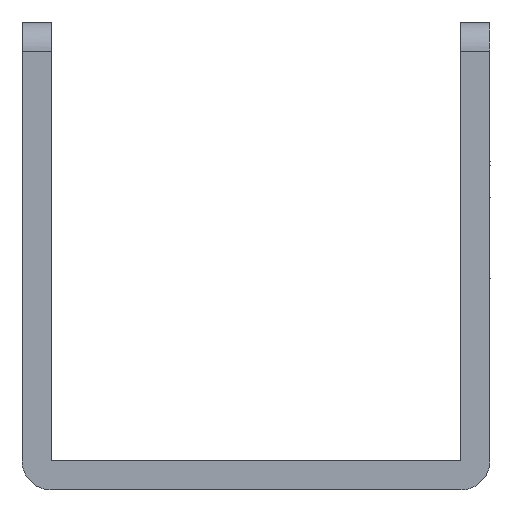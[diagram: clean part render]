
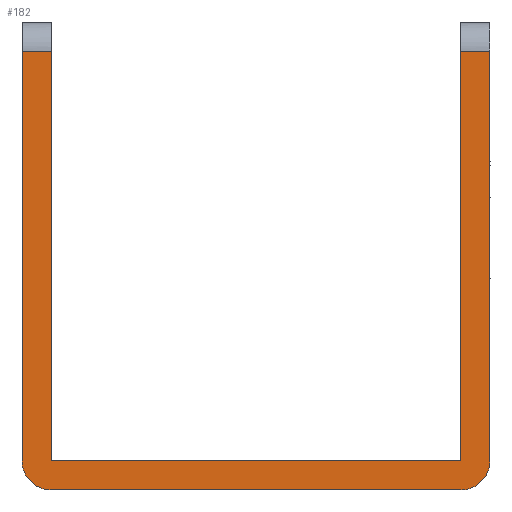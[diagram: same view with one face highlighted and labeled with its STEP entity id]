
A CAD part, front view. The second image highlights one B-rep face of the part: STEP entity #182.
In plain terms, the highlighted free-form (B-spline) face has degree [1, 1] with [2, 2] control points.
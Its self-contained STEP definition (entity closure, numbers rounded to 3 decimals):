
#73 = CARTESIAN_POINT ('', (-362.153, 861.946, -66.));
#74 = VERTEX_POINT ('', #73);
#82 = CARTESIAN_POINT ('', (-360.153, 861.946, -66.));
#83 = VERTEX_POINT ('', #82);
#84 = CARTESIAN_POINT ('', (-360.153, 861.946, -66.));
#85 = CARTESIAN_POINT ('', (-362.153, 861.946, -66.));
#86 = B_SPLINE_CURVE_WITH_KNOTS ('', 1, (#84, #85), .UNSPECIFIED., .F., .U., (2, 2), (0., 1.), .UNSPECIFIED.);
#87 = EDGE_CURVE ('', #83, #74, #86, .T.);
#109 = CARTESIAN_POINT ('', (-362.153, 861.946, -96.));
#110 = VERTEX_POINT ('', #109);
#111 = CARTESIAN_POINT ('', (-390.153, 861.946, -96.));
#112 = VERTEX_POINT ('', #111);
#113 = CARTESIAN_POINT ('', (-362.153, 861.946, -96.));
#114 = CARTESIAN_POINT ('', (-390.153, 861.946, -96.));
#115 = B_SPLINE_CURVE_WITH_KNOTS ('', 1, (#113, #114), .UNSPECIFIED., .F., .U., (2, 2), (0., 1.), .UNSPECIFIED.);
#116 = EDGE_CURVE ('', #110, #112, #115, .T.);
#117 = ORIENTED_EDGE ('', *, *, #116, .F.);
#118 = CARTESIAN_POINT ('', (-360.153, 861.946, -94.));
#119 = VERTEX_POINT ('', #118);
#120 = CARTESIAN_POINT ('', (-360.153, 861.946, -94.));
#121 = CARTESIAN_POINT ('', (-360.153, 861.946, -95.172));
#122 = CARTESIAN_POINT ('', (-360.981, 861.946, -96.));
#123 = CARTESIAN_POINT ('', (-362.153, 861.946, -96.));
#124 = (
   BOUNDED_CURVE ()
   B_SPLINE_CURVE (3, (#120, #121, #122, #123), .UNSPECIFIED., .F., .U.)
   B_SPLINE_CURVE_WITH_KNOTS ((4, 4), (0., 1.), .UNSPECIFIED.)
   CURVE ()
   GEOMETRIC_REPRESENTATION_ITEM ()
   RATIONAL_B_SPLINE_CURVE ((1., 0.805, 0.805, 1.))
   REPRESENTATION_ITEM ('')
);
#125 = EDGE_CURVE ('', #119, #110, #124, .T.);
#126 = ORIENTED_EDGE ('', *, *, #125, .F.);
#127 = CARTESIAN_POINT ('', (-360.153, 861.946, -66.));
#128 = CARTESIAN_POINT ('', (-360.153, 861.946, -94.));
#129 = B_SPLINE_CURVE_WITH_KNOTS ('', 1, (#127, #128), .UNSPECIFIED., .F., .U., (2, 2), (0., 1.), .UNSPECIFIED.);
#130 = EDGE_CURVE ('', #83, #119, #129, .T.);
#131 = ORIENTED_EDGE ('', *, *, #130, .F.);
#132 = ORIENTED_EDGE ('', *, *, #87, .T.);
#133 = CARTESIAN_POINT ('', (-362.153, 861.946, -94.));
#134 = VERTEX_POINT ('', #133);
#135 = CARTESIAN_POINT ('', (-362.153, 861.946, -94.));
#136 = CARTESIAN_POINT ('', (-362.153, 861.946, -66.));
#137 = B_SPLINE_CURVE_WITH_KNOTS ('', 1, (#135, #136), .UNSPECIFIED., .F., .U., (2, 2), (0., 1.), .UNSPECIFIED.);
#138 = EDGE_CURVE ('', #134, #74, #137, .T.);
#139 = ORIENTED_EDGE ('', *, *, #138, .F.);
#140 = CARTESIAN_POINT ('', (-390.153, 861.946, -94.));
#141 = VERTEX_POINT ('', #140);
#142 = CARTESIAN_POINT ('', (-390.153, 861.946, -94.));
#143 = CARTESIAN_POINT ('', (-362.153, 861.946, -94.));
#144 = B_SPLINE_CURVE_WITH_KNOTS ('', 1, (#142, #143), .UNSPECIFIED., .F., .U., (2, 2), (0., 1.), .UNSPECIFIED.);
#145 = EDGE_CURVE ('', #141, #134, #144, .T.);
#146 = ORIENTED_EDGE ('', *, *, #145, .F.);
#147 = CARTESIAN_POINT ('', (-390.153, 861.946, -66.));
#148 = VERTEX_POINT ('', #147);
#149 = CARTESIAN_POINT ('', (-390.153, 861.946, -94.));
#150 = CARTESIAN_POINT ('', (-390.153, 861.946, -66.));
#151 = B_SPLINE_CURVE_WITH_KNOTS ('', 1, (#149, #150), .UNSPECIFIED., .F., .U., (2, 2), (0., 1.), .UNSPECIFIED.);
#152 = EDGE_CURVE ('', #141, #148, #151, .T.);
#153 = ORIENTED_EDGE ('', *, *, #152, .T.);
#154 = CARTESIAN_POINT ('', (-392.153, 861.946, -66.));
#155 = VERTEX_POINT ('', #154);
#156 = CARTESIAN_POINT ('', (-390.153, 861.946, -66.));
#157 = CARTESIAN_POINT ('', (-392.153, 861.946, -66.));
#158 = B_SPLINE_CURVE_WITH_KNOTS ('', 1, (#156, #157), .UNSPECIFIED., .F., .U., (2, 2), (0., 1.), .UNSPECIFIED.);
#159 = EDGE_CURVE ('', #148, #155, #158, .T.);
#160 = ORIENTED_EDGE ('', *, *, #159, .T.);
#161 = CARTESIAN_POINT ('', (-392.153, 861.946, -94.));
#162 = VERTEX_POINT ('', #161);
#163 = CARTESIAN_POINT ('', (-392.153, 861.946, -66.));
#164 = CARTESIAN_POINT ('', (-392.153, 861.946, -94.));
#165 = B_SPLINE_CURVE_WITH_KNOTS ('', 1, (#163, #164), .UNSPECIFIED., .F., .U., (2, 2), (0., 1.), .UNSPECIFIED.);
#166 = EDGE_CURVE ('', #155, #162, #165, .T.);
#167 = ORIENTED_EDGE ('', *, *, #166, .T.);
#168 = CARTESIAN_POINT ('', (-390.153, 861.946, -96.));
#169 = CARTESIAN_POINT ('', (-391.324, 861.946, -96.));
#170 = CARTESIAN_POINT ('', (-392.153, 861.946, -95.172));
#171 = CARTESIAN_POINT ('', (-392.153, 861.946, -94.));
#172 = (
   BOUNDED_CURVE ()
   B_SPLINE_CURVE (3, (#168, #169, #170, #171), .UNSPECIFIED., .F., .U.)
   B_SPLINE_CURVE_WITH_KNOTS ((4, 4), (0., 1.), .UNSPECIFIED.)
   CURVE ()
   GEOMETRIC_REPRESENTATION_ITEM ()
   RATIONAL_B_SPLINE_CURVE ((1., 0.805, 0.805, 1.))
   REPRESENTATION_ITEM ('')
);
#173 = EDGE_CURVE ('', #112, #162, #172, .T.);
#174 = ORIENTED_EDGE ('', *, *, #173, .F.);
#175 = EDGE_LOOP ('', (#117, #126, #131, #132, #139, #146, #153, #160, #167, #174));
#176 = FACE_OUTER_BOUND ('', #175, .T.);
#177 = CARTESIAN_POINT ('', (-360.153, 861.946, -66.));
#178 = CARTESIAN_POINT ('', (-360.153, 861.946, -96.));
#179 = CARTESIAN_POINT ('', (-392.153, 861.946, -66.));
#180 = CARTESIAN_POINT ('', (-392.153, 861.946, -96.));
#181 = B_SPLINE_SURFACE_WITH_KNOTS ('', 1, 1, ((#177, #178), (#179, #180)), .UNSPECIFIED., .F., .F., .U., (2, 2), (2, 2), (0., 1.), (0., 1.), .UNSPECIFIED.);
#182 = ADVANCED_FACE ('', (#176), #181, .T.);
